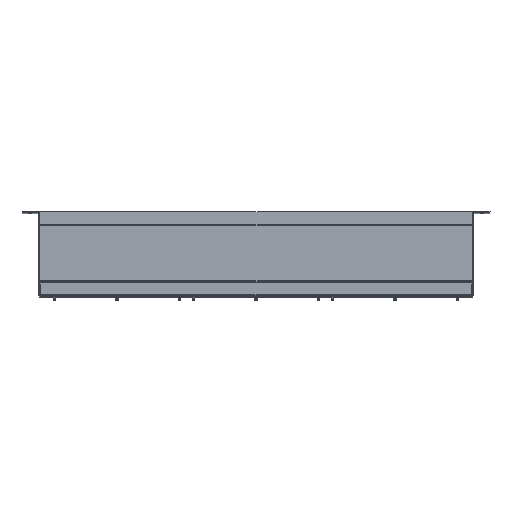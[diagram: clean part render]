
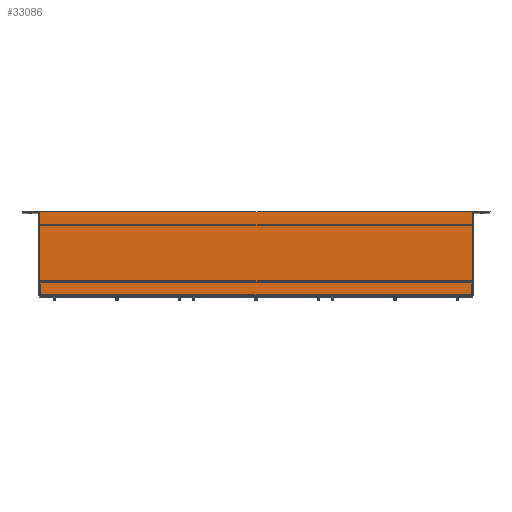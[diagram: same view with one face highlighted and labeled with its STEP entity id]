
A CAD part, top view. The second image highlights one B-rep face of the part: STEP entity #33086.
In plain terms, the highlighted planar face has unit normal (0, 0, 1).
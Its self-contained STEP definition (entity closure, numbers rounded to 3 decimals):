
#361 = CARTESIAN_POINT ( 'NONE',  ( 0., -128., 0. ) ) ;
#882 = CARTESIAN_POINT ( 'NONE',  ( 662., 0., 0. ) ) ;
#3048 = CARTESIAN_POINT ( 'NONE',  ( 662., 0., 0. ) ) ;
#3584 = ORIENTED_EDGE ( 'NONE', *, *, #7639, .T. ) ;
#3704 = DIRECTION ( 'NONE',  ( 0., -1., 0. ) ) ;
#4934 = VECTOR ( 'NONE', #3704, 1000. ) ;
#6400 = VECTOR ( 'NONE', #17544, 1000. ) ;
#6506 = PLANE ( 'NONE',  #9201 ) ;
#7639 = EDGE_CURVE ( 'NONE', #20500, #24506, #34424, .T. ) ;
#7802 = ORIENTED_EDGE ( 'NONE', *, *, #25675, .F. ) ;
#9201 = AXIS2_PLACEMENT_3D ( 'NONE', #882, #12312, #33100 ) ;
#10832 = VECTOR ( 'NONE', #13511, 1000. ) ;
#11751 = DIRECTION ( 'NONE',  ( 0., -1., 0. ) ) ;
#12149 = CARTESIAN_POINT ( 'NONE',  ( 0., 0., 0. ) ) ;
#12312 = DIRECTION ( 'NONE',  ( 0., 0., -1. ) ) ;
#13511 = DIRECTION ( 'NONE',  ( -1., 0., 0. ) ) ;
#14552 = VERTEX_POINT ( 'NONE', #361 ) ;
#17249 = VECTOR ( 'NONE', #11751, 1000. ) ;
#17361 = LINE ( 'NONE', #34780, #17249 ) ;
#17544 = DIRECTION ( 'NONE',  ( -1., 0., 0. ) ) ;
#17637 = CARTESIAN_POINT ( 'NONE',  ( 662., -128., 0. ) ) ;
#18198 = EDGE_LOOP ( 'NONE', ( #19428, #35172, #7802, #3584 ) ) ;
#19428 = ORIENTED_EDGE ( 'NONE', *, *, #30045, .T. ) ;
#20500 = VERTEX_POINT ( 'NONE', #3048 ) ;
#23383 = EDGE_CURVE ( 'NONE', #23532, #14552, #33567, .T. ) ;
#23532 = VERTEX_POINT ( 'NONE', #17637 ) ;
#23908 = FACE_OUTER_BOUND ( 'NONE', #18198, .T. ) ;
#24506 = VERTEX_POINT ( 'NONE', #27563 ) ;
#25675 = EDGE_CURVE ( 'NONE', #20500, #23532, #17361, .T. ) ;
#27563 = CARTESIAN_POINT ( 'NONE',  ( 0., 0., 0. ) ) ;
#30045 = EDGE_CURVE ( 'NONE', #24506, #14552, #32748, .T. ) ;
#32748 = LINE ( 'NONE', #12149, #4934 ) ;
#33086 = ADVANCED_FACE ( 'NONE', ( #23908 ), #6506, .F. ) ;
#33100 = DIRECTION ( 'NONE',  ( -1., 0., 0. ) ) ;
#33567 = LINE ( 'NONE', #36390, #10832 ) ;
#34424 = LINE ( 'NONE', #34775, #6400 ) ;
#34775 = CARTESIAN_POINT ( 'NONE',  ( 662., 0., 0. ) ) ;
#34780 = CARTESIAN_POINT ( 'NONE',  ( 662., 0., 0. ) ) ;
#35172 = ORIENTED_EDGE ( 'NONE', *, *, #23383, .F. ) ;
#36390 = CARTESIAN_POINT ( 'NONE',  ( 662., -128., 0. ) ) ;
